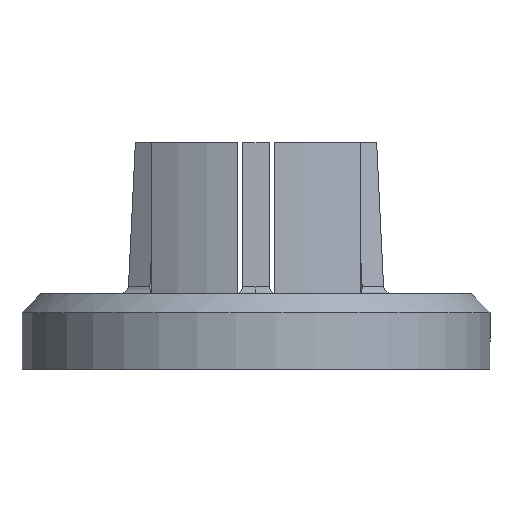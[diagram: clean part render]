
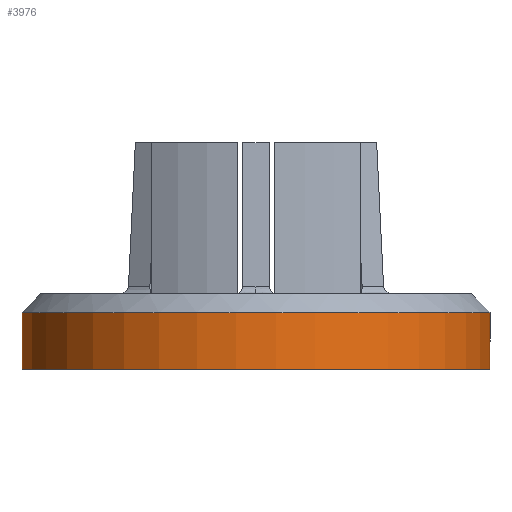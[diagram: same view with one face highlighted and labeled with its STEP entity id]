
A CAD part, left-side view. The second image highlights one B-rep face of the part: STEP entity #3976.
In plain terms, the highlighted cylindrical face has radius 62 mm (diameter 124 mm), a partial arc.
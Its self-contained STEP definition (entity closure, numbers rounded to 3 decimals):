
#1699=CARTESIAN_POINT('',(0.,0.,5.));
#1700=DIRECTION('',(0.,0.,-1.));
#1701=DIRECTION('',(0.947,-0.323,0.));
#1702=AXIS2_PLACEMENT_3D('',#1699,#1700,#1701);
#1715=DIRECTION('',(0.,0.,-1.));
#1716=VECTOR('',#1715,15.);
#1717=CARTESIAN_POINT('',(58.686,-20.,5.));
#1718=LINE('',#1717,#1716);
#1719=CARTESIAN_POINT('',(0.,0.,-10.));
#1720=DIRECTION('',(0.,0.,-1.));
#1721=DIRECTION('',(0.947,-0.323,0.));
#1722=AXIS2_PLACEMENT_3D('',#1719,#1720,#1721);
#1724=DIRECTION('',(0.,0.,-1.));
#1725=VECTOR('',#1724,15.);
#1726=CARTESIAN_POINT('',(58.686,20.,5.));
#1727=LINE('',#1726,#1725);
#2172=CARTESIAN_POINT('',(58.686,20.,5.));
#2173=CARTESIAN_POINT('',(58.686,20.,-10.));
#2174=VERTEX_POINT('',#2172);
#2175=VERTEX_POINT('',#2173);
#2176=CARTESIAN_POINT('',(58.686,-20.,5.));
#2177=CARTESIAN_POINT('',(58.686,-20.,-10.));
#2178=VERTEX_POINT('',#2176);
#2179=VERTEX_POINT('',#2177);
#3963=CARTESIAN_POINT('',(0.,0.,10.));
#3964=DIRECTION('',(0.,0.,-1.));
#3965=DIRECTION('',(-1.,0.,0.));
#3966=AXIS2_PLACEMENT_3D('',#3963,#3964,#3965);
#3967=CYLINDRICAL_SURFACE('',#3966,62.);
#3968=ORIENTED_EDGE('',*,*,#3940,.F.);
#3969=ORIENTED_EDGE('',*,*,#3952,.T.);
#3971=ORIENTED_EDGE('',*,*,#3970,.T.);
#3973=ORIENTED_EDGE('',*,*,#3972,.F.);
#3974=EDGE_LOOP('',(#3968,#3969,#3971,#3973));
#3975=FACE_OUTER_BOUND('',#3974,.F.);
#3976=ADVANCED_FACE('',(#3975),#3967,.T.);
#1703=CIRCLE('',#1702,62.);
#1723=CIRCLE('',#1722,62.);
#3940=EDGE_CURVE('',#2178,#2174,#1703,.T.);
#3952=EDGE_CURVE('',#2178,#2179,#1718,.T.);
#3970=EDGE_CURVE('',#2179,#2175,#1723,.T.);
#3972=EDGE_CURVE('',#2174,#2175,#1727,.T.);
